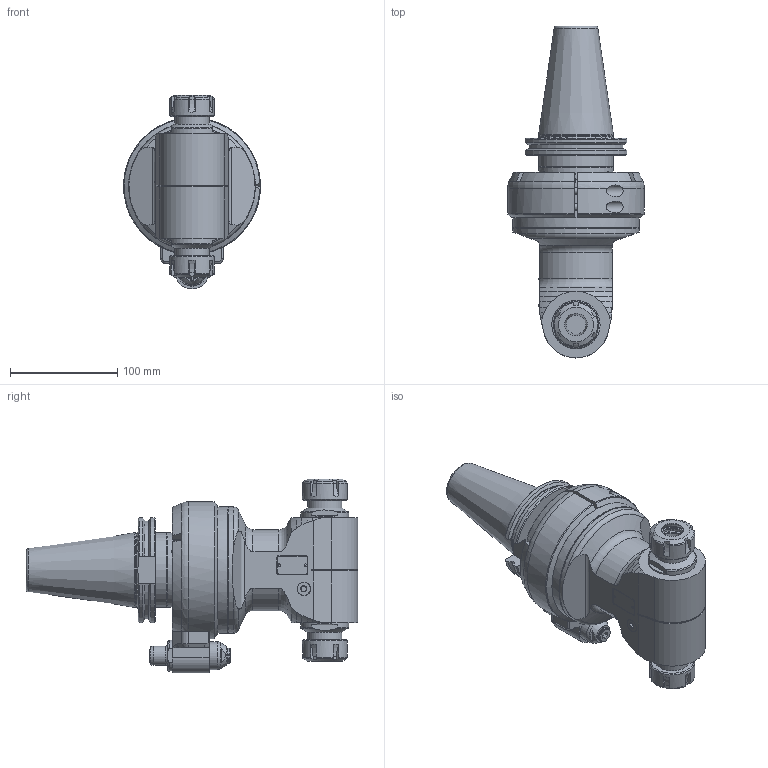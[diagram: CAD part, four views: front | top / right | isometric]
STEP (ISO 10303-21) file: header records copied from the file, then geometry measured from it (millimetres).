
FILE_DESCRIPTION(/* description */ (''),/* implementation_level */ '2;1');
FILE_NAME(/* name */ '9.F90.1600D-2C50.stp',/* time_stamp */ '2025-10-07T10:35:15-04:00',/* author */ ('jkrenzer'),/* organization */ (''),/* preprocessor_version */ 'ST-DEVELOPER v20',/* originating_system */ 'Autodesk Inventor 2025',/* authorisation */ '');
FILE_SCHEMA (('AUTOMOTIVE_DESIGN { 1 0 10303 214 3 1 1 }'));
Length unit declared in the file: millimetre
Products named in the file (3): 9.F90.1600D-2C50; 9_F90_16_2U0; 9GA21C_458  (EVO, Type 2, Cat50, 80mm)
Assembly tree (2 placements, depth 2):
  9.F90.1600D-2C50
    9_F90_16_2U0
    9GA21C_458  (EVO, Type 2, Cat50, 80mm)
Bounding box: 128 x 310.1 x 181 mm (x, y, z)
Volume: 1801966.1 mm3; surface area: 212595.5 mm2
Topology: 4 solids, 10 shells, 712 faces, 1784 edges, 1156 vertices
Faces by surface type: plane 326, cylinder 179, cone 145, torus 56, sphere 4, bspline 2
Full cylindrical faces by diameter (mm): 2 x4, 2.5 x3, 2.6 x2, 3 x2, 3.3 x2, 4.2 x2, 5 x3, 6 x3, 6.5 x3, 7 x2, 8 x1, 8.821 x1, 9 x1, 9.2 x1, 9.525 x1, 10 x4, 10.2 x1, 10.4 x2, 11 x2, 12 x5, 12.5 x3, 12.8 x1, 13 x2, 14 x1, 18 x4, 21 x2, 21.8 x1, 21.963 x1, 22.6 x1, 23 x2
Entity records: 24836 total; most frequent: CARTESIAN_POINT 7821, DIRECTION 3573, ORIENTED_EDGE 3540, EDGE_CURVE 1775, AXIS2_PLACEMENT_3D 1410, VERTEX_POINT 1156, EDGE_LOOP 809, LINE 753
